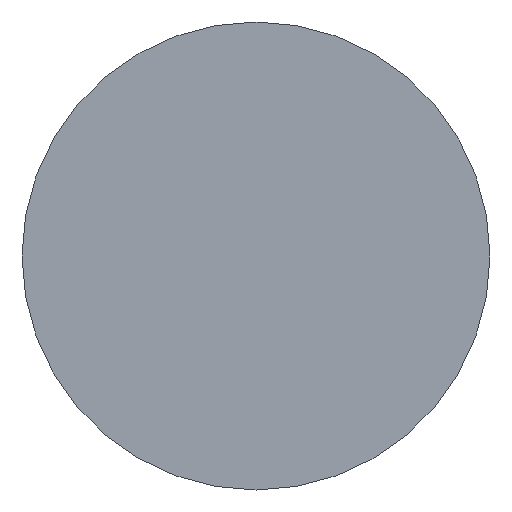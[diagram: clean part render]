
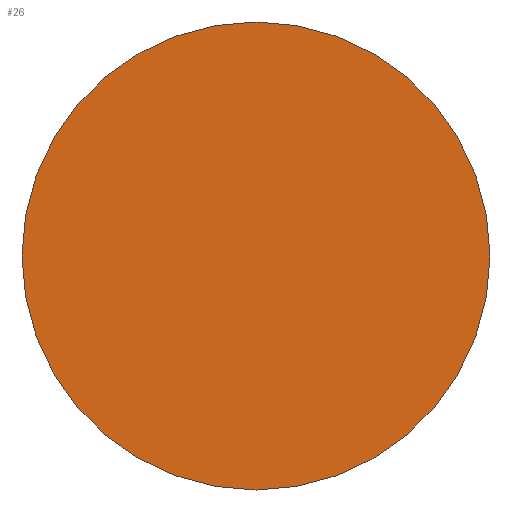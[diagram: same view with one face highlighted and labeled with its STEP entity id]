
A CAD part, left-side view. The second image highlights one B-rep face of the part: STEP entity #26.
In plain terms, the highlighted planar face has unit normal (-1, 0, 0).
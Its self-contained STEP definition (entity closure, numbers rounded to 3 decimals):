
#20=PLANE('',#312);
#26=ADVANCED_FACE('extract',(#38),#20,.T.);
#38=FACE_OUTER_BOUND('',#174,.T.);
#53=CIRCLE('',#313,33.6);
#54=CIRCLE('',#314,33.6);
#75=ORIENTED_EDGE('',*,*,#117,.T.);
#76=ORIENTED_EDGE('',*,*,#118,.T.);
#117=EDGE_CURVE('7',#157,#158,#53,.T.);
#118=EDGE_CURVE('8',#158,#157,#54,.T.);
#157=VERTEX_POINT('5',#273);
#158=VERTEX_POINT('6',#274);
#174=EDGE_LOOP('',(#75,#76));
#233=CARTESIAN_POINT('',(0.,0.,0.));
#272=CARTESIAN_POINT('',(0.,-52.885,47.359));
#273=CARTESIAN_POINT('',(0.,-33.09,5.835));
#274=CARTESIAN_POINT('',(0.,33.09,-5.835));
#312=AXIS2_PLACEMENT_3D('',#272,#335,#341);
#313=AXIS2_PLACEMENT_3D('',#233,#335,#342);
#314=AXIS2_PLACEMENT_3D('',#233,#335,#343);
#335=DIRECTION('',(-1.,0.,0.));
#341=DIRECTION('',(0.,1.,0.));
#342=DIRECTION('',(0.,-0.985,0.174));
#343=DIRECTION('',(0.,0.985,-0.174));
